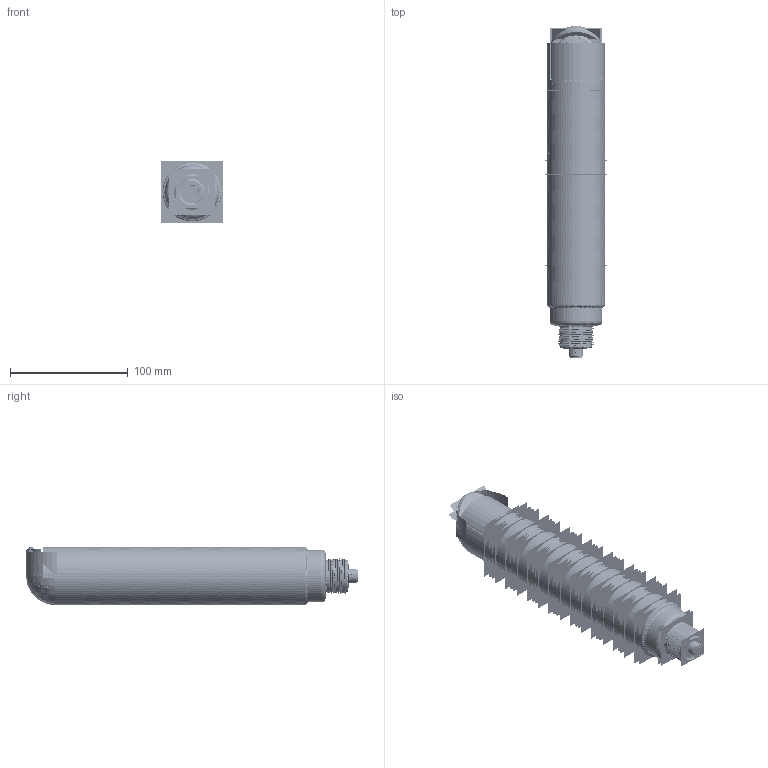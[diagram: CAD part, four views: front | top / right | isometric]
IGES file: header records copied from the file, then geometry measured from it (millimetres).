
Start section:  PTC IGES file: 205863.igs
Global section: file name: 205863.igs; native system: Creo Parametric by PTC Inc.; preprocessor: 2016260; author: pdmadmin; organization: Unknown; date: 20180427.134822; units: millimetre
Bounding box: 52.04 x 282.53 x 52 mm (x, y, z)
Volume: 174859 mm3; surface area: 1829298.6 mm2
Topology: 23 solids, 65 shells, 8596 faces, 48963 edges, 64964 vertices
Faces by surface type: bspline 4946, revolution 3600, extrusion 50
